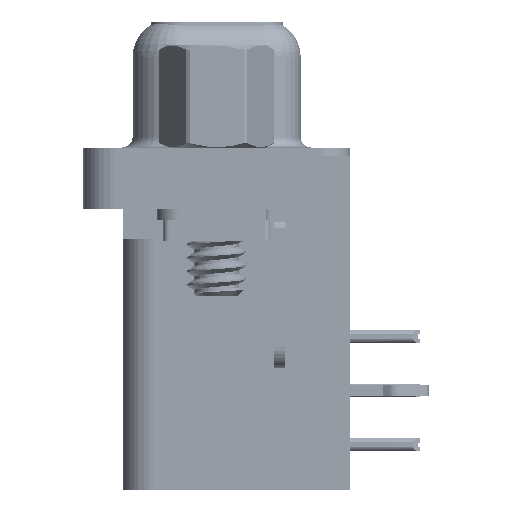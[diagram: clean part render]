
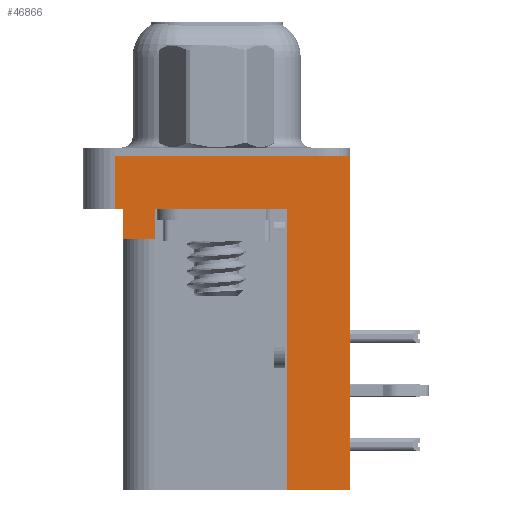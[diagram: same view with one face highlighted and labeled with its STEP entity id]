
A CAD part, left-side view. The second image highlights one B-rep face of the part: STEP entity #46866.
In plain terms, the highlighted planar face has unit normal (-1, 0, 0).
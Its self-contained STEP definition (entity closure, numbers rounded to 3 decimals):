
#703 = ORIENTED_EDGE ( 'NONE', *, *, #17173, .T. ) ;
#1540 = CARTESIAN_POINT ( 'NONE',  ( -3., -6.275, -2.5 ) ) ;
#1611 = LINE ( 'NONE', #26050, #50473 ) ;
#2558 = LINE ( 'NONE', #49686, #26401 ) ;
#2634 = VECTOR ( 'NONE', #32703, 1000. ) ;
#2933 = ORIENTED_EDGE ( 'NONE', *, *, #21492, .T. ) ;
#4802 = CARTESIAN_POINT ( 'NONE',  ( -3., -6.275, -2.5 ) ) ;
#6107 = CARTESIAN_POINT ( 'NONE',  ( -3., 2.895, -2.5 ) ) ;
#7624 = VECTOR ( 'NONE', #38883, 1000. ) ;
#8296 = CARTESIAN_POINT ( 'NONE',  ( -3., 4.425, -2.5 ) ) ;
#8541 = ORIENTED_EDGE ( 'NONE', *, *, #20587, .T. ) ;
#9626 = VECTOR ( 'NONE', #44453, 1000. ) ;
#10268 = ORIENTED_EDGE ( 'NONE', *, *, #45635, .T. ) ;
#11843 = VERTEX_POINT ( 'NONE', #34407 ) ;
#11918 = VECTOR ( 'NONE', #47660, 1000. ) ;
#12329 = VERTEX_POINT ( 'NONE', #41054 ) ;
#12511 = LINE ( 'NONE', #4802, #9626 ) ;
#12684 = AXIS2_PLACEMENT_3D ( 'NONE', #18261, #25210, #45055 ) ;
#13365 = FACE_OUTER_BOUND ( 'NONE', #34137, .T. ) ;
#13813 = CARTESIAN_POINT ( 'NONE',  ( -3., -3.295, -15.7 ) ) ;
#14371 = DIRECTION ( 'NONE',  ( 0., 0., 1. ) ) ;
#14413 = CARTESIAN_POINT ( 'NONE',  ( -3., -6.275, -2.5 ) ) ;
#16238 = DIRECTION ( 'NONE',  ( 0., 0., 1. ) ) ;
#16623 = VERTEX_POINT ( 'NONE', #31147 ) ;
#16999 = CARTESIAN_POINT ( 'NONE',  ( -3., -6.275, 0. ) ) ;
#17173 = EDGE_CURVE ( 'NONE', #47093, #41238, #27836, .T. ) ;
#17303 = DIRECTION ( 'NONE',  ( 0., 0., 1. ) ) ;
#17992 = DIRECTION ( 'NONE',  ( 0., -1., 0. ) ) ;
#18261 = CARTESIAN_POINT ( 'NONE',  ( -3., -6.275, -2.5 ) ) ;
#18767 = ORIENTED_EDGE ( 'NONE', *, *, #21980, .F. ) ;
#19653 = VERTEX_POINT ( 'NONE', #13813 ) ;
#19779 = CARTESIAN_POINT ( 'NONE',  ( -3., -3.295, -2.5 ) ) ;
#20424 = LINE ( 'NONE', #20942, #39929 ) ;
#20587 = EDGE_CURVE ( 'NONE', #34839, #12329, #12511, .T. ) ;
#20942 = CARTESIAN_POINT ( 'NONE',  ( -3., 4.425, -3.9 ) ) ;
#21492 = EDGE_CURVE ( 'NONE', #41238, #38595, #48716, .T. ) ;
#21980 = EDGE_CURVE ( 'NONE', #47093, #11843, #20424, .T. ) ;
#23393 = LINE ( 'NONE', #31121, #7624 ) ;
#24252 = ORIENTED_EDGE ( 'NONE', *, *, #33904, .F. ) ;
#24716 = LINE ( 'NONE', #16999, #2634 ) ;
#25149 = CARTESIAN_POINT ( 'NONE',  ( -3., 4.775, 0. ) ) ;
#25210 = DIRECTION ( 'NONE',  ( -1., 0., 0. ) ) ;
#25483 = EDGE_CURVE ( 'NONE', #43098, #12329, #24716, .T. ) ;
#25492 = DIRECTION ( 'NONE',  ( 0., -1., 0. ) ) ;
#25926 = VECTOR ( 'NONE', #16238, 1000. ) ;
#26045 = CARTESIAN_POINT ( 'NONE',  ( -3., -6.275, -15.7 ) ) ;
#26050 = CARTESIAN_POINT ( 'NONE',  ( -3., 4.775, -2.5 ) ) ;
#26401 = VECTOR ( 'NONE', #14371, 1000. ) ;
#27306 = CARTESIAN_POINT ( 'NONE',  ( -3., -3.295, -15.7 ) ) ;
#27836 = LINE ( 'NONE', #36590, #25926 ) ;
#28659 = DIRECTION ( 'NONE',  ( 0., 1., 0. ) ) ;
#29109 = VECTOR ( 'NONE', #17992, 1000. ) ;
#30544 = EDGE_CURVE ( 'NONE', #16623, #43098, #1611, .T. ) ;
#31121 = CARTESIAN_POINT ( 'NONE',  ( -3., -3.295, -15.7 ) ) ;
#31147 = CARTESIAN_POINT ( 'NONE',  ( -3., 4.775, -2.5 ) ) ;
#32703 = DIRECTION ( 'NONE',  ( 0., -1., 0. ) ) ;
#33904 = EDGE_CURVE ( 'NONE', #19653, #38595, #23393, .T. ) ;
#33941 = ORIENTED_EDGE ( 'NONE', *, *, #39795, .F. ) ;
#34137 = EDGE_LOOP ( 'NONE', ( #39779, #47036, #10268, #33941, #18767, #703, #2933, #24252, #42601, #8541 ) ) ;
#34407 = CARTESIAN_POINT ( 'NONE',  ( -3., 4.425, -3.9 ) ) ;
#34839 = VERTEX_POINT ( 'NONE', #26045 ) ;
#36465 = VERTEX_POINT ( 'NONE', #8296 ) ;
#36590 = CARTESIAN_POINT ( 'NONE',  ( -3., 2.895, -3.9 ) ) ;
#37592 = PLANE ( 'NONE',  #12684 ) ;
#38595 = VERTEX_POINT ( 'NONE', #19779 ) ;
#38883 = DIRECTION ( 'NONE',  ( 0., 0., 1. ) ) ;
#39091 = VECTOR ( 'NONE', #25492, 1000. ) ;
#39121 = CARTESIAN_POINT ( 'NONE',  ( -3., 2.895, -3.9 ) ) ;
#39779 = ORIENTED_EDGE ( 'NONE', *, *, #25483, .F. ) ;
#39795 = EDGE_CURVE ( 'NONE', #11843, #36465, #2558, .T. ) ;
#39929 = VECTOR ( 'NONE', #28659, 1000. ) ;
#41054 = CARTESIAN_POINT ( 'NONE',  ( -3., -6.275, 0. ) ) ;
#41197 = LINE ( 'NONE', #1540, #29109 ) ;
#41238 = VERTEX_POINT ( 'NONE', #6107 ) ;
#42601 = ORIENTED_EDGE ( 'NONE', *, *, #48038, .F. ) ;
#43098 = VERTEX_POINT ( 'NONE', #25149 ) ;
#44050 = LINE ( 'NONE', #27306, #11918 ) ;
#44453 = DIRECTION ( 'NONE',  ( 0., 0., 1. ) ) ;
#45055 = DIRECTION ( 'NONE',  ( 0., 0., 1. ) ) ;
#45635 = EDGE_CURVE ( 'NONE', #16623, #36465, #41197, .T. ) ;
#46866 = ADVANCED_FACE ( 'NONE', ( #13365 ), #37592, .T. ) ;
#47036 = ORIENTED_EDGE ( 'NONE', *, *, #30544, .F. ) ;
#47093 = VERTEX_POINT ( 'NONE', #39121 ) ;
#47660 = DIRECTION ( 'NONE',  ( 0., 1., 0. ) ) ;
#48038 = EDGE_CURVE ( 'NONE', #34839, #19653, #44050, .T. ) ;
#48716 = LINE ( 'NONE', #14413, #39091 ) ;
#49686 = CARTESIAN_POINT ( 'NONE',  ( -3., 4.425, -3.9 ) ) ;
#50473 = VECTOR ( 'NONE', #17303, 1000. ) ;
